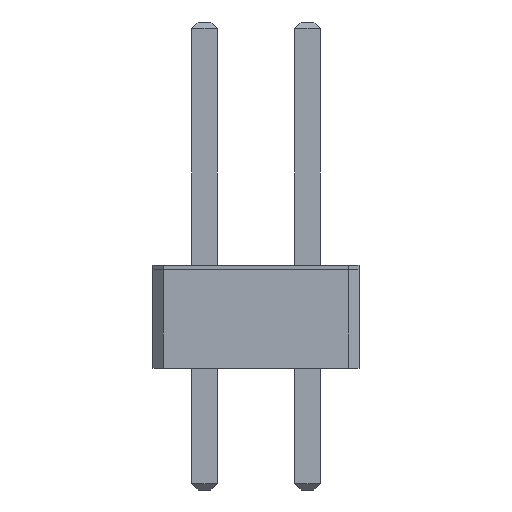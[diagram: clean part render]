
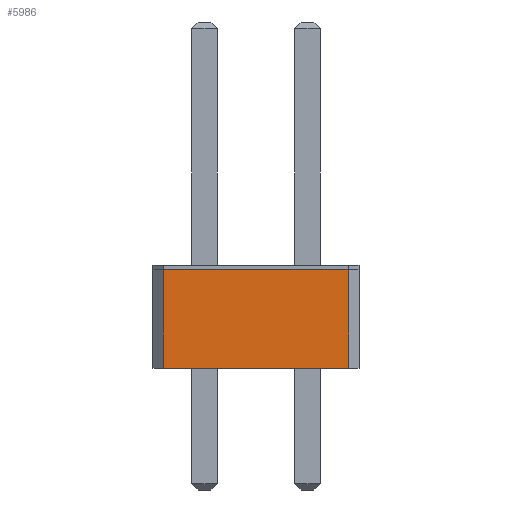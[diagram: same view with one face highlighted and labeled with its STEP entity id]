
A CAD part, front view. The second image highlights one B-rep face of the part: STEP entity #5986.
In plain terms, the highlighted planar face has unit normal (0, -1, 0).
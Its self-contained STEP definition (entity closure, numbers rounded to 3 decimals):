
#39 = AXIS2_PLACEMENT_3D ( 'NONE', #5840, #5809, #1296 ) ;
#63 = EDGE_CURVE ( 'NONE', #1923, #114, #1342, .T. ) ;
#114 = VERTEX_POINT ( 'NONE', #5361 ) ;
#379 = CARTESIAN_POINT ( 'NONE',  ( -1.016, -11.43, 2.44 ) ) ;
#583 = VECTOR ( 'NONE', #5237, 1000. ) ;
#822 = LINE ( 'NONE', #1353, #4850 ) ;
#923 = VECTOR ( 'NONE', #5647, 1000. ) ;
#1165 = CARTESIAN_POINT ( 'NONE',  ( -1.016, -11.43, 0. ) ) ;
#1296 = DIRECTION ( 'NONE',  ( 0., 0., 1. ) ) ;
#1342 = LINE ( 'NONE', #2345, #2215 ) ;
#1353 = CARTESIAN_POINT ( 'NONE',  ( 1.27, -11.43, 0. ) ) ;
#1357 = VERTEX_POINT ( 'NONE', #5025 ) ;
#1416 = EDGE_CURVE ( 'NONE', #5405, #1923, #4739, .T. ) ;
#1893 = EDGE_CURVE ( 'NONE', #5405, #1357, #822, .T. ) ;
#1923 = VERTEX_POINT ( 'NONE', #379 ) ;
#2215 = VECTOR ( 'NONE', #2437, 1000. ) ;
#2326 = DIRECTION ( 'NONE',  ( 1., 0., 0. ) ) ;
#2345 = CARTESIAN_POINT ( 'NONE',  ( -1.016, -11.43, 2.44 ) ) ;
#2437 = DIRECTION ( 'NONE',  ( 1., 0., 0. ) ) ;
#2485 = ORIENTED_EDGE ( 'NONE', *, *, #63, .F. ) ;
#2506 = ORIENTED_EDGE ( 'NONE', *, *, #1416, .F. ) ;
#2625 = LINE ( 'NONE', #6149, #923 ) ;
#3174 = EDGE_CURVE ( 'NONE', #114, #1357, #2625, .T. ) ;
#3859 = CARTESIAN_POINT ( 'NONE',  ( -1.016, -11.43, 0. ) ) ;
#4257 = ORIENTED_EDGE ( 'NONE', *, *, #3174, .F. ) ;
#4697 = FACE_OUTER_BOUND ( 'NONE', #6031, .T. ) ;
#4739 = LINE ( 'NONE', #1165, #583 ) ;
#4850 = VECTOR ( 'NONE', #2326, 1000. ) ;
#5025 = CARTESIAN_POINT ( 'NONE',  ( 3.556, -11.43, 0. ) ) ;
#5120 = PLANE ( 'NONE',  #39 ) ;
#5237 = DIRECTION ( 'NONE',  ( 0., 0., 1. ) ) ;
#5361 = CARTESIAN_POINT ( 'NONE',  ( 3.556, -11.43, 2.44 ) ) ;
#5405 = VERTEX_POINT ( 'NONE', #3859 ) ;
#5647 = DIRECTION ( 'NONE',  ( 0., 0., -1. ) ) ;
#5809 = DIRECTION ( 'NONE',  ( 0., 1., 0. ) ) ;
#5840 = CARTESIAN_POINT ( 'NONE',  ( -1.016, -11.43, 0. ) ) ;
#5986 = ADVANCED_FACE ( 'NONE', ( #4697 ), #5120, .F. ) ;
#6031 = EDGE_LOOP ( 'NONE', ( #2485, #2506, #6176, #4257 ) ) ;
#6149 = CARTESIAN_POINT ( 'NONE',  ( 3.556, -11.43, 0. ) ) ;
#6176 = ORIENTED_EDGE ( 'NONE', *, *, #1893, .T. ) ;
